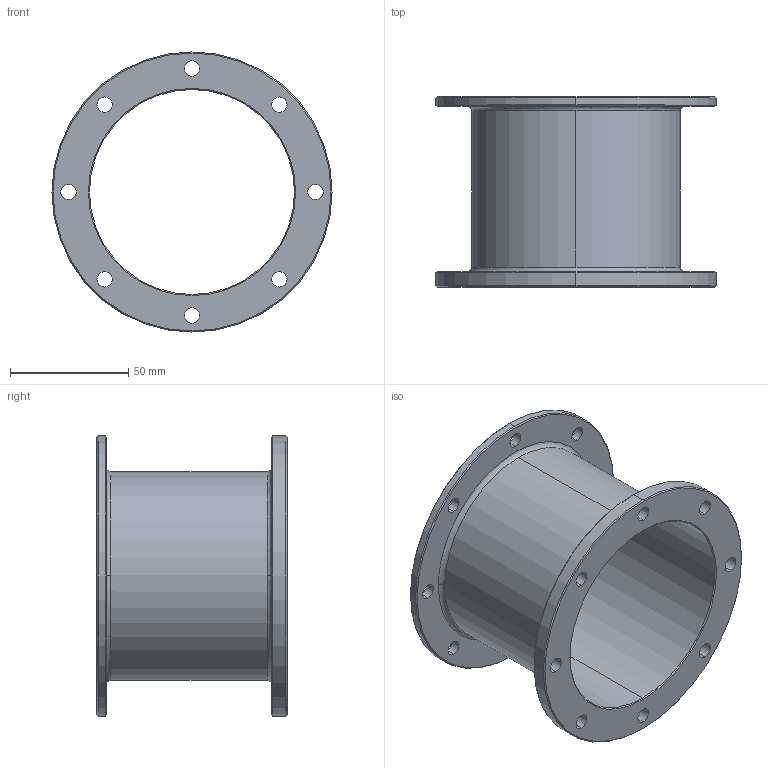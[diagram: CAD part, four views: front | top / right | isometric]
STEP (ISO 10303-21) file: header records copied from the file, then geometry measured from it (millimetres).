
FILE_DESCRIPTION (( 'STEP AP214' ), '1' );
FILE_NAME ('rotor_case.STEP', '2017-06-09T02:57:36', ( '' ), ( '' ), 'SwSTEP 2.0', 'SolidWorks 2015', '' );
FILE_SCHEMA (( 'AUTOMOTIVE_DESIGN' ));
Length unit declared in the file: millimetre
Products named in the file (1): rotor_case
Bounding box: 118.33 x 80.29 x 118.33 mm (x, y, z)
Volume: 66649 mm3; surface area: 64706.4 mm2
Topology: 1 solids, 1 shells, 60 faces, 166 edges, 110 vertices
Faces by surface type: cylinder 40, cone 12, bspline 4, plane 4
Entity records: 2214 total; most frequent: CARTESIAN_POINT 505, DIRECTION 378, ORIENTED_EDGE 332, EDGE_CURVE 166, AXIS2_PLACEMENT_3D 163, VERTEX_POINT 110, CIRCLE 106, EDGE_LOOP 96
